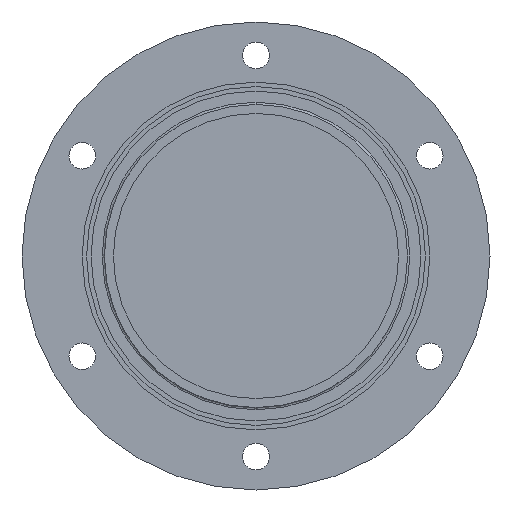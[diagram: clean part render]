
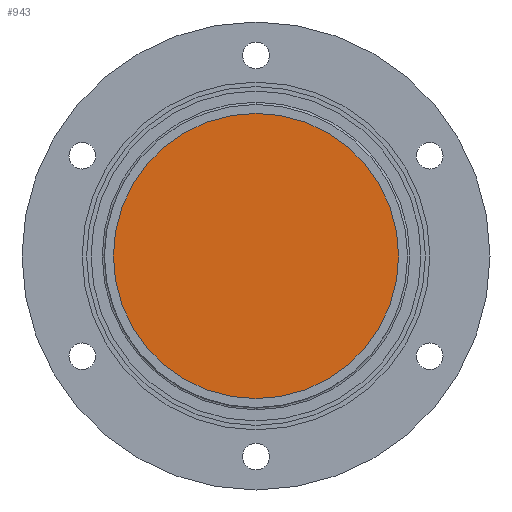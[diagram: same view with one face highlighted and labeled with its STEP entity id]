
A CAD part, front view. The second image highlights one B-rep face of the part: STEP entity #943.
In plain terms, the highlighted planar face has unit normal (0, -1, 0).
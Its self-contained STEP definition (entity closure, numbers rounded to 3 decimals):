
#161 = CIRCLE ( 'NONE', #970, 32. ) ;
#243 = CARTESIAN_POINT ( 'NONE',  ( 0., -15., 0. ) ) ;
#383 = DIRECTION ( 'NONE',  ( -1., 0., 0. ) ) ;
#391 = CARTESIAN_POINT ( 'NONE',  ( -32., -15., 0. ) ) ;
#417 = FACE_OUTER_BOUND ( 'NONE', #2509, .T. ) ;
#499 = VERTEX_POINT ( 'NONE', #1391 ) ;
#513 = EDGE_CURVE ( 'NONE', #499, #612, #161, .T. ) ;
#612 = VERTEX_POINT ( 'NONE', #391 ) ;
#720 = DIRECTION ( 'NONE',  ( -1., 0., 0. ) ) ;
#809 = ORIENTED_EDGE ( 'NONE', *, *, #513, .F. ) ;
#943 = ADVANCED_FACE ( 'NONE', ( #417 ), #2276, .F. ) ;
#952 = CARTESIAN_POINT ( 'NONE',  ( 0., -15., 0. ) ) ;
#970 = AXIS2_PLACEMENT_3D ( 'NONE', #952, #1526, #720 ) ;
#1019 = AXIS2_PLACEMENT_3D ( 'NONE', #243, #1119, #1556 ) ;
#1119 = DIRECTION ( 'NONE',  ( 0., 1., 0. ) ) ;
#1310 = ORIENTED_EDGE ( 'NONE', *, *, #1424, .F. ) ;
#1391 = CARTESIAN_POINT ( 'NONE',  ( 32., -15., 0. ) ) ;
#1424 = EDGE_CURVE ( 'NONE', #612, #499, #1935, .T. ) ;
#1526 = DIRECTION ( 'NONE',  ( 0., 1., 0. ) ) ;
#1556 = DIRECTION ( 'NONE',  ( -1., 0., 0. ) ) ;
#1935 = CIRCLE ( 'NONE', #1019, 32. ) ;
#2231 = AXIS2_PLACEMENT_3D ( 'NONE', #2304, #2258, #383 ) ;
#2258 = DIRECTION ( 'NONE',  ( 0., 1., 0. ) ) ;
#2276 = PLANE ( 'NONE',  #2231 ) ;
#2304 = CARTESIAN_POINT ( 'NONE',  ( 0., -15., 0. ) ) ;
#2509 = EDGE_LOOP ( 'NONE', ( #1310, #809 ) ) ;
